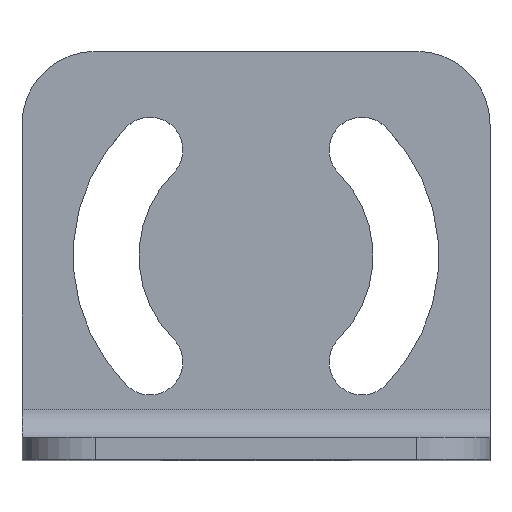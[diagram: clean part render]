
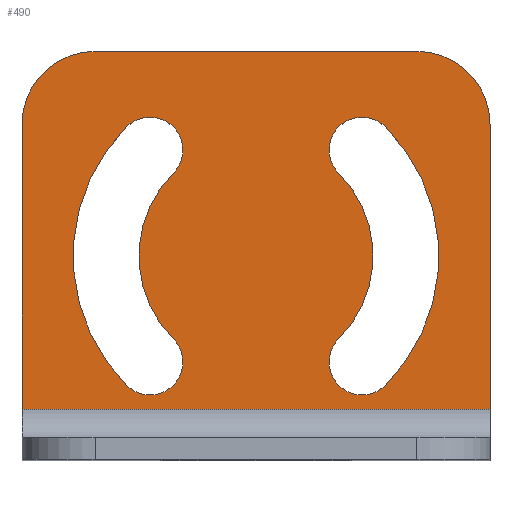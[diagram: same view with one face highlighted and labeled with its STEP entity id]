
A CAD part, top view. The second image highlights one B-rep face of the part: STEP entity #490.
In plain terms, the highlighted planar face has unit normal (0, 0, 1).
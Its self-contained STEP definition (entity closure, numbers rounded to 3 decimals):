
#18=FACE_BOUND('',#107,.T.);
#19=FACE_BOUND('',#108,.T.);
#40=CIRCLE('',#537,5.);
#41=CIRCLE('',#538,5.);
#42=CIRCLE('',#539,12.5);
#43=CIRCLE('',#540,2.25);
#44=CIRCLE('',#541,8.);
#45=CIRCLE('',#542,2.25);
#46=CIRCLE('',#543,12.5);
#47=CIRCLE('',#544,2.25);
#48=CIRCLE('',#545,8.);
#49=CIRCLE('',#546,2.25);
#78=FACE_OUTER_BOUND('',#106,.T.);
#106=EDGE_LOOP('',(#374,#375,#376,#377,#378,#379));
#107=EDGE_LOOP('',(#380,#381,#382,#383));
#108=EDGE_LOOP('',(#384,#385,#386,#387));
#144=LINE('',#796,#184);
#146=LINE('',#802,#186);
#148=LINE('',#806,#188);
#149=LINE('',#810,#189);
#184=VECTOR('',#634,1.);
#186=VECTOR('',#640,1.);
#188=VECTOR('',#644,1.);
#189=VECTOR('',#647,1.);
#235=VERTEX_POINT('',#793);
#236=VERTEX_POINT('',#795);
#238=VERTEX_POINT('',#800);
#239=VERTEX_POINT('',#805);
#240=VERTEX_POINT('',#807);
#241=VERTEX_POINT('',#809);
#242=VERTEX_POINT('',#812);
#243=VERTEX_POINT('',#813);
#244=VERTEX_POINT('',#815);
#245=VERTEX_POINT('',#817);
#246=VERTEX_POINT('',#820);
#247=VERTEX_POINT('',#821);
#248=VERTEX_POINT('',#823);
#249=VERTEX_POINT('',#825);
#289=EDGE_CURVE('',#236,#235,#144,.T.);
#292=EDGE_CURVE('',#238,#235,#146,.T.);
#294=EDGE_CURVE('',#238,#239,#148,.T.);
#295=EDGE_CURVE('',#240,#239,#40,.T.);
#296=EDGE_CURVE('',#240,#241,#149,.T.);
#297=EDGE_CURVE('',#236,#241,#41,.T.);
#298=EDGE_CURVE('',#242,#243,#42,.T.);
#299=EDGE_CURVE('',#243,#244,#43,.T.);
#300=EDGE_CURVE('',#244,#245,#44,.T.);
#301=EDGE_CURVE('',#245,#242,#45,.T.);
#302=EDGE_CURVE('',#246,#247,#46,.T.);
#303=EDGE_CURVE('',#247,#248,#47,.T.);
#304=EDGE_CURVE('',#248,#249,#48,.T.);
#305=EDGE_CURVE('',#249,#246,#49,.T.);
#374=ORIENTED_EDGE('',*,*,#292,.F.);
#375=ORIENTED_EDGE('',*,*,#294,.T.);
#376=ORIENTED_EDGE('',*,*,#295,.F.);
#377=ORIENTED_EDGE('',*,*,#296,.T.);
#378=ORIENTED_EDGE('',*,*,#297,.F.);
#379=ORIENTED_EDGE('',*,*,#289,.T.);
#380=ORIENTED_EDGE('',*,*,#298,.T.);
#381=ORIENTED_EDGE('',*,*,#299,.T.);
#382=ORIENTED_EDGE('',*,*,#300,.T.);
#383=ORIENTED_EDGE('',*,*,#301,.T.);
#384=ORIENTED_EDGE('',*,*,#302,.T.);
#385=ORIENTED_EDGE('',*,*,#303,.T.);
#386=ORIENTED_EDGE('',*,*,#304,.T.);
#387=ORIENTED_EDGE('',*,*,#305,.T.);
#476=PLANE('',#536);
#490=ADVANCED_FACE('',(#78,#18,#19),#476,.T.);
#536=AXIS2_PLACEMENT_3D('',#804,#642,#643);
#537=AXIS2_PLACEMENT_3D('',#808,#645,#646);
#538=AXIS2_PLACEMENT_3D('',#811,#648,#649);
#539=AXIS2_PLACEMENT_3D('',#814,#650,#651);
#540=AXIS2_PLACEMENT_3D('',#816,#652,#653);
#541=AXIS2_PLACEMENT_3D('',#818,#654,#655);
#542=AXIS2_PLACEMENT_3D('',#819,#656,#657);
#543=AXIS2_PLACEMENT_3D('',#822,#658,#659);
#544=AXIS2_PLACEMENT_3D('',#824,#660,#661);
#545=AXIS2_PLACEMENT_3D('',#826,#662,#663);
#546=AXIS2_PLACEMENT_3D('',#827,#664,#665);
#634=DIRECTION('',(0.,-1.,0.));
#640=DIRECTION('',(-1.,0.,0.));
#642=DIRECTION('center_axis',(0.,0.,1.));
#643=DIRECTION('ref_axis',(0.,1.,0.));
#644=DIRECTION('',(0.,1.,0.));
#645=DIRECTION('center_axis',(0.,0.,-1.));
#646=DIRECTION('ref_axis',(0.707,0.707,0.));
#647=DIRECTION('',(-1.,0.,0.));
#648=DIRECTION('center_axis',(0.,0.,-1.));
#649=DIRECTION('ref_axis',(-0.707,0.707,0.));
#650=DIRECTION('center_axis',(0.,0.,-1.));
#651=DIRECTION('ref_axis',(-0.707,0.707,0.));
#652=DIRECTION('center_axis',(0.,0.,-1.));
#653=DIRECTION('ref_axis',(0.707,-0.707,0.));
#654=DIRECTION('center_axis',(0.,0.,1.));
#655=DIRECTION('ref_axis',(-0.707,0.707,0.));
#656=DIRECTION('center_axis',(0.,0.,-1.));
#657=DIRECTION('ref_axis',(-0.707,-0.707,0.));
#658=DIRECTION('center_axis',(0.,0.,-1.));
#659=DIRECTION('ref_axis',(0.707,-0.707,0.));
#660=DIRECTION('center_axis',(0.,0.,-1.));
#661=DIRECTION('ref_axis',(-0.707,0.707,0.));
#662=DIRECTION('center_axis',(0.,0.,1.));
#663=DIRECTION('ref_axis',(0.707,-0.707,0.));
#664=DIRECTION('center_axis',(0.,0.,-1.));
#665=DIRECTION('ref_axis',(0.707,0.707,0.));
#793=CARTESIAN_POINT('',(-16.,-10.48,1.52));
#795=CARTESIAN_POINT('',(-16.,9.,1.52));
#796=CARTESIAN_POINT('',(-16.,-17.48,1.52));
#800=CARTESIAN_POINT('',(16.,-10.48,1.52));
#802=CARTESIAN_POINT('',(16.,-10.48,1.52));
#804=CARTESIAN_POINT('Origin',(16.,-17.48,1.52));
#805=CARTESIAN_POINT('',(16.,9.,1.52));
#806=CARTESIAN_POINT('',(16.,-17.48,1.52));
#807=CARTESIAN_POINT('',(11.,14.,1.52));
#808=CARTESIAN_POINT('Origin',(11.,9.,1.52));
#809=CARTESIAN_POINT('',(-11.,14.,1.52));
#810=CARTESIAN_POINT('',(16.,14.,1.52));
#811=CARTESIAN_POINT('Origin',(-11.,9.,1.52));
#812=CARTESIAN_POINT('',(-8.839,-8.839,1.52));
#813=CARTESIAN_POINT('',(-8.839,8.839,1.52));
#814=CARTESIAN_POINT('Origin',(0.,0.,
1.52));
#815=CARTESIAN_POINT('',(-5.657,5.657,1.52));
#816=CARTESIAN_POINT('Origin',(-7.248,7.248,1.52));
#817=CARTESIAN_POINT('',(-5.657,-5.657,1.52));
#818=CARTESIAN_POINT('Origin',(0.,0.,
1.52));
#819=CARTESIAN_POINT('Origin',(-7.248,-7.248,1.52));
#820=CARTESIAN_POINT('',(8.839,8.839,1.52));
#821=CARTESIAN_POINT('',(8.839,-8.839,1.52));
#822=CARTESIAN_POINT('Origin',(0.,0.,
1.52));
#823=CARTESIAN_POINT('',(5.657,-5.657,1.52));
#824=CARTESIAN_POINT('Origin',(7.248,-7.248,1.52));
#825=CARTESIAN_POINT('',(5.657,5.657,1.52));
#826=CARTESIAN_POINT('Origin',(0.,0.,
1.52));
#827=CARTESIAN_POINT('Origin',(7.248,7.248,1.52));
